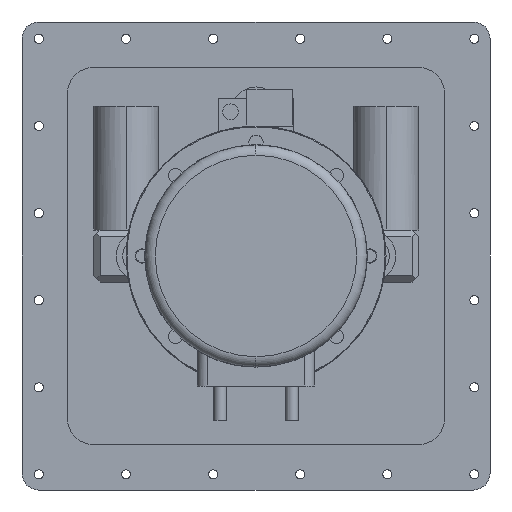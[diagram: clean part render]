
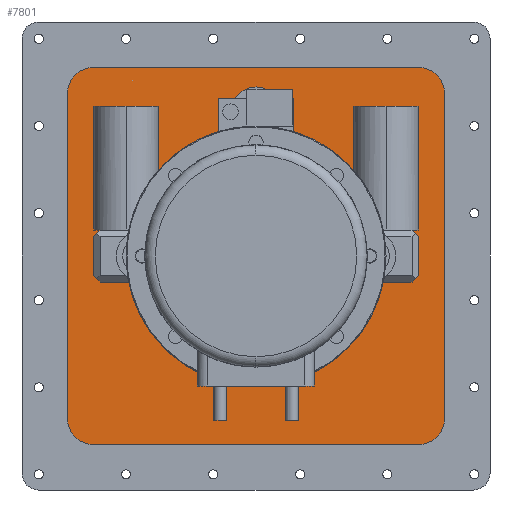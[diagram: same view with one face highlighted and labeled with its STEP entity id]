
A CAD part, left-side view. The second image highlights one B-rep face of the part: STEP entity #7801.
In plain terms, the highlighted planar face has unit normal (-1, 0, 0).
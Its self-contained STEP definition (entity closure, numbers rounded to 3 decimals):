
#6821=CARTESIAN_POINT('Axis2P3D Location',(160.,-125.,-125.)) ;
#6825=CARTESIAN_POINT('Vertex',(160.,-145.,-125.)) ;
#6827=CARTESIAN_POINT('Vertex',(160.,-125.,-145.)) ;
#6852=CARTESIAN_POINT('Line Origine',(160.,0.,-145.)) ;
#6856=CARTESIAN_POINT('Vertex',(160.,125.,-145.)) ;
#6876=CARTESIAN_POINT('Axis2P3D Location',(160.,125.,-125.)) ;
#6880=CARTESIAN_POINT('Vertex',(160.,145.,-125.)) ;
#6900=CARTESIAN_POINT('Line Origine',(160.,145.,0.)) ;
#6904=CARTESIAN_POINT('Vertex',(160.,145.,125.)) ;
#6924=CARTESIAN_POINT('Axis2P3D Location',(160.,125.,125.)) ;
#6928=CARTESIAN_POINT('Vertex',(160.,125.,145.)) ;
#6952=CARTESIAN_POINT('Vertex',(160.,-125.,145.)) ;
#6955=CARTESIAN_POINT('Line Origine',(160.,0.,145.)) ;
#6972=CARTESIAN_POINT('Axis2P3D Location',(160.,-125.,125.)) ;
#6976=CARTESIAN_POINT('Vertex',(160.,-145.,125.)) ;
#6996=CARTESIAN_POINT('Line Origine',(160.,-145.,0.)) ;
#7670=CARTESIAN_POINT('Axis2P3D Location',(160.,0.,0.)) ;
#7685=CARTESIAN_POINT('Line Origine',(160.,-122.5,17.5)) ;
#7689=CARTESIAN_POINT('Vertex',(160.,-125.,15.)) ;
#7691=CARTESIAN_POINT('Vertex',(160.,-120.,20.)) ;
#7694=CARTESIAN_POINT('Line Origine',(160.,-125.,0.)) ;
#7698=CARTESIAN_POINT('Vertex',(160.,-125.,-15.)) ;
#7701=CARTESIAN_POINT('Line Origine',(160.,-122.5,-17.5)) ;
#7705=CARTESIAN_POINT('Vertex',(160.,-120.,-20.)) ;
#7708=CARTESIAN_POINT('Line Origine',(160.,-96.142,-20.)) ;
#7712=CARTESIAN_POINT('Vertex',(160.,-72.284,-20.)) ;
#7715=CARTESIAN_POINT('Axis2P3D Location',(160.,0.,0.)) ;
#7719=CARTESIAN_POINT('Vertex',(160.,72.284,-20.)) ;
#7722=CARTESIAN_POINT('Line Origine',(160.,96.142,-20.)) ;
#7726=CARTESIAN_POINT('Vertex',(160.,120.,-20.)) ;
#7729=CARTESIAN_POINT('Line Origine',(160.,122.5,-17.5)) ;
#7733=CARTESIAN_POINT('Vertex',(160.,125.,-15.)) ;
#7736=CARTESIAN_POINT('Line Origine',(160.,125.,0.)) ;
#7740=CARTESIAN_POINT('Vertex',(160.,125.,15.)) ;
#7743=CARTESIAN_POINT('Line Origine',(160.,122.5,17.5)) ;
#7747=CARTESIAN_POINT('Vertex',(160.,120.,20.)) ;
#7750=CARTESIAN_POINT('Line Origine',(160.,96.142,20.)) ;
#7754=CARTESIAN_POINT('Vertex',(160.,72.284,20.)) ;
#7757=CARTESIAN_POINT('Axis2P3D Location',(160.,0.,0.)) ;
#7761=CARTESIAN_POINT('Vertex',(160.,-72.284,20.)) ;
#7764=CARTESIAN_POINT('Line Origine',(160.,-96.142,20.)) ;
#7783=CARTESIAN_POINT('Axis2P3D Location',(160.,0.,-110.)) ;
#7787=CARTESIAN_POINT('Vertex',(160.,20.,-110.)) ;
#7789=CARTESIAN_POINT('Vertex',(160.,-20.,-110.)) ;
#7792=CARTESIAN_POINT('Axis2P3D Location',(160.,0.,-110.)) ;
#6822=DIRECTION('Axis2P3D Direction',(-1.,0.,0.)) ;
#6853=DIRECTION('Vector Direction',(0.,1.,0.)) ;
#6877=DIRECTION('Axis2P3D Direction',(-1.,0.,0.)) ;
#6901=DIRECTION('Vector Direction',(0.,0.,-1.)) ;
#6925=DIRECTION('Axis2P3D Direction',(-1.,0.,0.)) ;
#6956=DIRECTION('Vector Direction',(0.,-1.,0.)) ;
#6973=DIRECTION('Axis2P3D Direction',(-1.,-0.,0.)) ;
#6997=DIRECTION('Vector Direction',(0.,0.,1.)) ;
#7671=DIRECTION('Axis2P3D Direction',(-1.,0.,0.)) ;
#7672=DIRECTION('Axis2P3D XDirection',(0.,1.,0.)) ;
#7686=DIRECTION('Vector Direction',(0.,0.707,0.707)) ;
#7695=DIRECTION('Vector Direction',(0.,0.,1.)) ;
#7702=DIRECTION('Vector Direction',(0.,0.707,-0.707)) ;
#7709=DIRECTION('Vector Direction',(0.,1.,0.)) ;
#7716=DIRECTION('Axis2P3D Direction',(-1.,0.,0.)) ;
#7723=DIRECTION('Vector Direction',(0.,1.,0.)) ;
#7730=DIRECTION('Vector Direction',(0.,-0.707,-0.707)) ;
#7737=DIRECTION('Vector Direction',(0.,0.,-1.)) ;
#7744=DIRECTION('Vector Direction',(0.,-0.707,0.707)) ;
#7751=DIRECTION('Vector Direction',(0.,-1.,0.)) ;
#7758=DIRECTION('Axis2P3D Direction',(-1.,0.,0.)) ;
#7765=DIRECTION('Vector Direction',(0.,-1.,0.)) ;
#7784=DIRECTION('Axis2P3D Direction',(-1.,0.,0.)) ;
#7793=DIRECTION('Axis2P3D Direction',(-1.,0.,0.)) ;
#6823=AXIS2_PLACEMENT_3D('Circle Axis2P3D',#6821,#6822,$) ;
#6878=AXIS2_PLACEMENT_3D('Circle Axis2P3D',#6876,#6877,$) ;
#6926=AXIS2_PLACEMENT_3D('Circle Axis2P3D',#6924,#6925,$) ;
#6974=AXIS2_PLACEMENT_3D('Circle Axis2P3D',#6972,#6973,$) ;
#7673=AXIS2_PLACEMENT_3D('Plane Axis2P3D',#7670,#7671,#7672) ;
#7717=AXIS2_PLACEMENT_3D('Circle Axis2P3D',#7715,#7716,$) ;
#7759=AXIS2_PLACEMENT_3D('Circle Axis2P3D',#7757,#7758,$) ;
#7785=AXIS2_PLACEMENT_3D('Circle Axis2P3D',#7783,#7784,$) ;
#7794=AXIS2_PLACEMENT_3D('Circle Axis2P3D',#7792,#7793,$) ;
#7676=ORIENTED_EDGE('',*,*,#7000,.T.) ;
#7677=ORIENTED_EDGE('',*,*,#6978,.F.) ;
#7678=ORIENTED_EDGE('',*,*,#6959,.T.) ;
#7679=ORIENTED_EDGE('',*,*,#6930,.F.) ;
#7680=ORIENTED_EDGE('',*,*,#6906,.T.) ;
#7681=ORIENTED_EDGE('',*,*,#6882,.F.) ;
#7682=ORIENTED_EDGE('',*,*,#6858,.T.) ;
#7683=ORIENTED_EDGE('',*,*,#6829,.F.) ;
#7770=ORIENTED_EDGE('',*,*,#7693,.F.) ;
#7771=ORIENTED_EDGE('',*,*,#7700,.F.) ;
#7772=ORIENTED_EDGE('',*,*,#7707,.F.) ;
#7773=ORIENTED_EDGE('',*,*,#7714,.F.) ;
#7774=ORIENTED_EDGE('',*,*,#7721,.F.) ;
#7775=ORIENTED_EDGE('',*,*,#7728,.F.) ;
#7776=ORIENTED_EDGE('',*,*,#7735,.F.) ;
#7777=ORIENTED_EDGE('',*,*,#7742,.F.) ;
#7778=ORIENTED_EDGE('',*,*,#7749,.F.) ;
#7779=ORIENTED_EDGE('',*,*,#7756,.F.) ;
#7780=ORIENTED_EDGE('',*,*,#7763,.F.) ;
#7781=ORIENTED_EDGE('',*,*,#7768,.F.) ;
#7798=ORIENTED_EDGE('',*,*,#7791,.F.) ;
#7799=ORIENTED_EDGE('',*,*,#7796,.F.) ;
#7782=FACE_BOUND('',#7769,.T.) ;
#7800=FACE_BOUND('',#7797,.T.) ;
#6854=VECTOR('Line Direction',#6853,1.) ;
#6902=VECTOR('Line Direction',#6901,1.) ;
#6957=VECTOR('Line Direction',#6956,1.) ;
#6998=VECTOR('Line Direction',#6997,1.) ;
#7687=VECTOR('Line Direction',#7686,1.) ;
#7696=VECTOR('Line Direction',#7695,1.) ;
#7703=VECTOR('Line Direction',#7702,1.) ;
#7710=VECTOR('Line Direction',#7709,1.) ;
#7724=VECTOR('Line Direction',#7723,1.) ;
#7731=VECTOR('Line Direction',#7730,1.) ;
#7738=VECTOR('Line Direction',#7737,1.) ;
#7745=VECTOR('Line Direction',#7744,1.) ;
#7752=VECTOR('Line Direction',#7751,1.) ;
#7766=VECTOR('Line Direction',#7765,1.) ;
#7801=ADVANCED_FACE('Brep With Voids.1',(#7684,#7782,#7800),#7674,.T.) ;
#6824=CIRCLE('generated circle',#6823,20.) ;
#6879=CIRCLE('generated circle',#6878,20.) ;
#6927=CIRCLE('generated circle',#6926,20.) ;
#6975=CIRCLE('generated circle',#6974,20.) ;
#7718=CIRCLE('generated circle',#7717,75.) ;
#7760=CIRCLE('generated circle',#7759,75.) ;
#7786=CIRCLE('generated circle',#7785,20.) ;
#7795=CIRCLE('generated circle',#7794,20.) ;
#6829=EDGE_CURVE('',#6826,#6828,#6824,.F.) ;
#6858=EDGE_CURVE('',#6857,#6828,#6855,.F.) ;
#6882=EDGE_CURVE('',#6857,#6881,#6879,.F.) ;
#6906=EDGE_CURVE('',#6905,#6881,#6903,.T.) ;
#6930=EDGE_CURVE('',#6905,#6929,#6927,.F.) ;
#6959=EDGE_CURVE('',#6953,#6929,#6958,.F.) ;
#6978=EDGE_CURVE('',#6953,#6977,#6975,.F.) ;
#7000=EDGE_CURVE('',#6826,#6977,#6999,.T.) ;
#7693=EDGE_CURVE('',#7690,#7692,#7688,.T.) ;
#7700=EDGE_CURVE('',#7699,#7690,#7697,.T.) ;
#7707=EDGE_CURVE('',#7706,#7699,#7704,.F.) ;
#7714=EDGE_CURVE('',#7713,#7706,#7711,.F.) ;
#7721=EDGE_CURVE('',#7720,#7713,#7718,.T.) ;
#7728=EDGE_CURVE('',#7727,#7720,#7725,.F.) ;
#7735=EDGE_CURVE('',#7734,#7727,#7732,.T.) ;
#7742=EDGE_CURVE('',#7741,#7734,#7739,.T.) ;
#7749=EDGE_CURVE('',#7748,#7741,#7746,.F.) ;
#7756=EDGE_CURVE('',#7755,#7748,#7753,.F.) ;
#7763=EDGE_CURVE('',#7762,#7755,#7760,.T.) ;
#7768=EDGE_CURVE('',#7692,#7762,#7767,.F.) ;
#7791=EDGE_CURVE('',#7788,#7790,#7786,.T.) ;
#7796=EDGE_CURVE('',#7790,#7788,#7795,.T.) ;
#7675=EDGE_LOOP('',(#7676,#7677,#7678,#7679,#7680,#7681,#7682,#7683)) ;
#7769=EDGE_LOOP('',(#7770,#7771,#7772,#7773,#7774,#7775,#7776,#7777,#7778,#7779,#7780,#7781)) ;
#7797=EDGE_LOOP('',(#7798,#7799)) ;
#7684=FACE_OUTER_BOUND('',#7675,.T.) ;
#6855=LINE('Line',#6852,#6854) ;
#6903=LINE('Line',#6900,#6902) ;
#6958=LINE('Line',#6955,#6957) ;
#6999=LINE('Line',#6996,#6998) ;
#7688=LINE('Line',#7685,#7687) ;
#7697=LINE('Line',#7694,#7696) ;
#7704=LINE('Line',#7701,#7703) ;
#7711=LINE('Line',#7708,#7710) ;
#7725=LINE('Line',#7722,#7724) ;
#7732=LINE('Line',#7729,#7731) ;
#7739=LINE('Line',#7736,#7738) ;
#7746=LINE('Line',#7743,#7745) ;
#7753=LINE('Line',#7750,#7752) ;
#7767=LINE('Line',#7764,#7766) ;
#7674=PLANE('',#7673) ;
#6826=VERTEX_POINT('',#6825) ;
#6828=VERTEX_POINT('',#6827) ;
#6857=VERTEX_POINT('',#6856) ;
#6881=VERTEX_POINT('',#6880) ;
#6905=VERTEX_POINT('',#6904) ;
#6929=VERTEX_POINT('',#6928) ;
#6953=VERTEX_POINT('',#6952) ;
#6977=VERTEX_POINT('',#6976) ;
#7690=VERTEX_POINT('',#7689) ;
#7692=VERTEX_POINT('',#7691) ;
#7699=VERTEX_POINT('',#7698) ;
#7706=VERTEX_POINT('',#7705) ;
#7713=VERTEX_POINT('',#7712) ;
#7720=VERTEX_POINT('',#7719) ;
#7727=VERTEX_POINT('',#7726) ;
#7734=VERTEX_POINT('',#7733) ;
#7741=VERTEX_POINT('',#7740) ;
#7748=VERTEX_POINT('',#7747) ;
#7755=VERTEX_POINT('',#7754) ;
#7762=VERTEX_POINT('',#7761) ;
#7788=VERTEX_POINT('',#7787) ;
#7790=VERTEX_POINT('',#7789) ;
